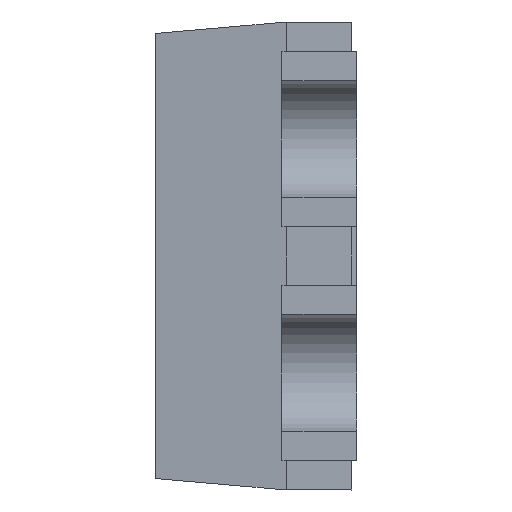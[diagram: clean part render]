
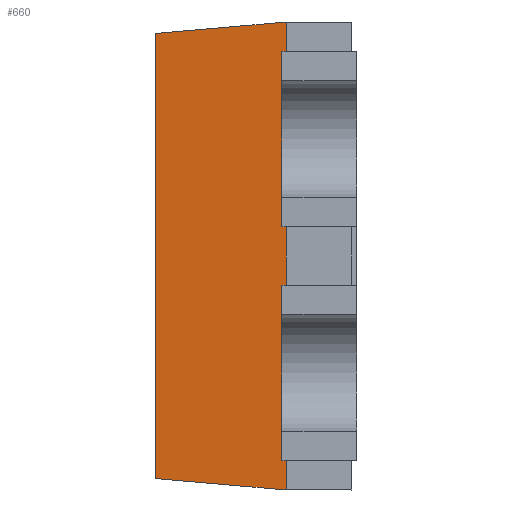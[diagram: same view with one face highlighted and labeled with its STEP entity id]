
A CAD part, left-side view. The second image highlights one B-rep face of the part: STEP entity #660.
In plain terms, the highlighted planar face has unit normal (-0.996, 0.087, 0).
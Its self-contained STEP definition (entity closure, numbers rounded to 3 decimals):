
#4 = DIRECTION ( 'NONE',  ( -0.087, -0.992, 0.087 ) ) ;
#52 = ORIENTED_EDGE ( 'NONE', *, *, #230, .F. ) ;
#76 = CARTESIAN_POINT ( 'NONE',  ( -0.676, 0.86, -1. ) ) ;
#100 = VERTEX_POINT ( 'NONE', #1586 ) ;
#230 = EDGE_CURVE ( 'NONE', #100, #1044, #1514, .T. ) ;
#310 = DIRECTION ( 'NONE',  ( -0.996, 0.087, 0. ) ) ;
#505 = EDGE_CURVE ( 'NONE', #1458, #100, #2408, .T. ) ;
#515 = EDGE_LOOP ( 'NONE', ( #1364, #2415, #52, #2037 ) ) ;
#593 = CARTESIAN_POINT ( 'NONE',  ( -0.725, 0.3, 1. ) ) ;
#604 = CARTESIAN_POINT ( 'NONE',  ( -0.725, 0.301, 1. ) ) ;
#650 = VECTOR ( 'NONE', #2548, 1000. ) ;
#660 = ADVANCED_FACE ( 'NONE', ( #1789 ), #1569, .T. ) ;
#1044 = VERTEX_POINT ( 'NONE', #604 ) ;
#1108 = VERTEX_POINT ( 'NONE', #2520 ) ;
#1273 = EDGE_CURVE ( 'NONE', #1458, #1108, #2295, .T. ) ;
#1364 = ORIENTED_EDGE ( 'NONE', *, *, #1273, .T. ) ;
#1412 = VECTOR ( 'NONE', #1702, 1000. ) ;
#1458 = VERTEX_POINT ( 'NONE', #2230 ) ;
#1478 = VECTOR ( 'NONE', #2569, 1000. ) ;
#1514 = LINE ( 'NONE', #593, #2031 ) ;
#1552 = CARTESIAN_POINT ( 'NONE',  ( -0.725, 0.3, -1. ) ) ;
#1569 = PLANE ( 'NONE',  #2464 ) ;
#1586 = CARTESIAN_POINT ( 'NONE',  ( -0.676, 0.86, 0.951 ) ) ;
#1702 = DIRECTION ( 'NONE',  ( 0., 0., 1. ) ) ;
#1706 = LINE ( 'NONE', #2530, #1412 ) ;
#1728 = CARTESIAN_POINT ( 'NONE',  ( -0.725, 0.3, -1. ) ) ;
#1789 = FACE_OUTER_BOUND ( 'NONE', #515, .T. ) ;
#2031 = VECTOR ( 'NONE', #4, 1000. ) ;
#2037 = ORIENTED_EDGE ( 'NONE', *, *, #505, .F. ) ;
#2230 = CARTESIAN_POINT ( 'NONE',  ( -0.676, 0.86, -0.951 ) ) ;
#2295 = LINE ( 'NONE', #1728, #650 ) ;
#2408 = LINE ( 'NONE', #76, #1478 ) ;
#2415 = ORIENTED_EDGE ( 'NONE', *, *, #2517, .T. ) ;
#2464 = AXIS2_PLACEMENT_3D ( 'NONE', #1552, #310, #2584 ) ;
#2517 = EDGE_CURVE ( 'NONE', #1108, #1044, #1706, .T. ) ;
#2520 = CARTESIAN_POINT ( 'NONE',  ( -0.725, 0.301, -1. ) ) ;
#2530 = CARTESIAN_POINT ( 'NONE',  ( -0.725, 0.301, -1. ) ) ;
#2548 = DIRECTION ( 'NONE',  ( -0.087, -0.992, -0.087 ) ) ;
#2569 = DIRECTION ( 'NONE',  ( 0., 0., 1. ) ) ;
#2584 = DIRECTION ( 'NONE',  ( 0.087, 0.996, 0. ) ) ;
